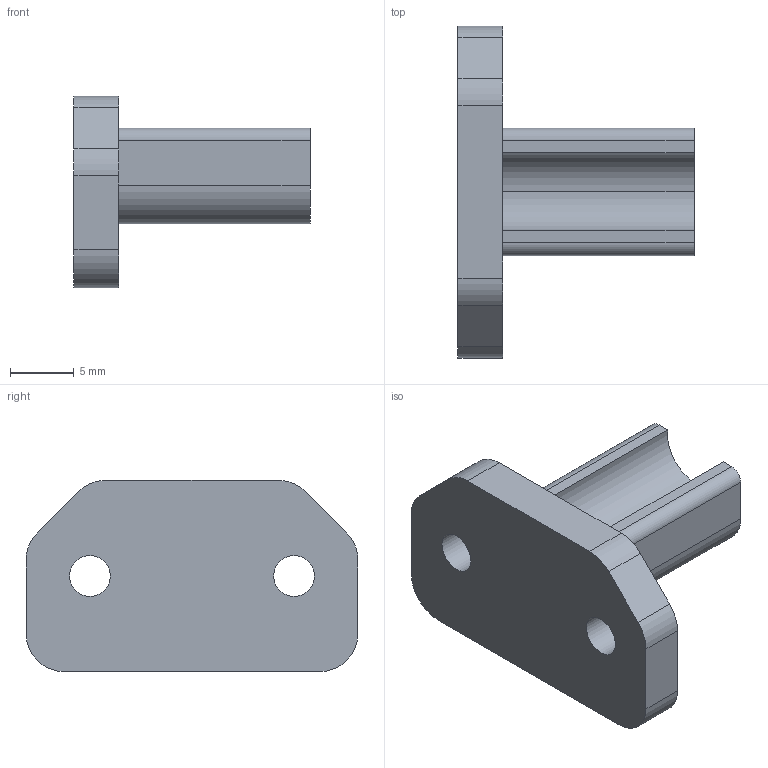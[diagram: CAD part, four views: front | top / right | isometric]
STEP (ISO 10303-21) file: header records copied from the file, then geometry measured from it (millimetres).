
FILE_DESCRIPTION(('FreeCAD Model'),'2;1');
FILE_NAME('y-rod-holder-x4.step', '2021-07-29T09:47:52',('Author'),(''), 'Open CASCADE STEP processor 7.3','FreeCAD','Unknown');
FILE_SCHEMA(('AUTOMOTIVE_DESIGN { 1 0 10303 214 1 1 1 1 }'));
Length unit declared in the file: millimetre
Products named in the file (1): rod.holder
Bounding box: 18.5 x 26 x 15 mm (x, y, z)
Volume: 1992.9 mm3; surface area: 1557.5 mm2
Topology: 1 solids, 1 shells, 28 faces, 75 edges, 50 vertices
Faces by surface type: plane 14, cylinder 14
Full cylindrical faces by diameter (mm): 3.2 x2
Entity records: 2104 total; most frequent: CARTESIAN_POINT 368, DIRECTION 297, LINE 165, VECTOR 165, ORIENTED_EDGE 150, PCURVE 150, DEFINITIONAL_REPRESENTATION 150, EDGE_CURVE 75
